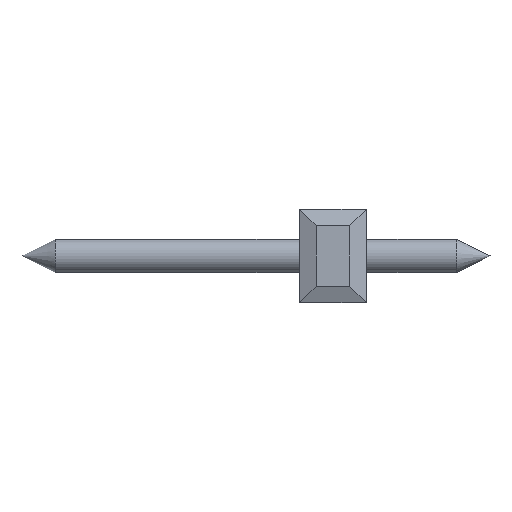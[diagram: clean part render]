
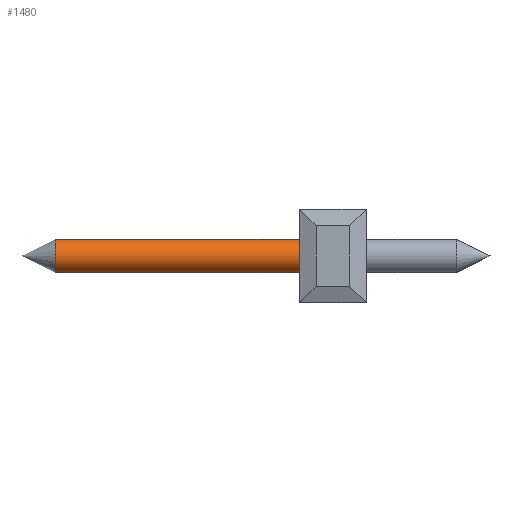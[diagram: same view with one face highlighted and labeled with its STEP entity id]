
A CAD part, left-side view. The second image highlights one B-rep face of the part: STEP entity #1480.
In plain terms, the highlighted cylindrical face has radius 0.5 mm (diameter 1 mm), a full revolution.
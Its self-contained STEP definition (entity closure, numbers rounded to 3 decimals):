
#1480 = ADVANCED_FACE( '', ( #3121, #3122 ), #3123, .T. );
#3121 = FACE_OUTER_BOUND( '', #4832, .T. );
#3122 = FACE_OUTER_BOUND( '', #4833, .T. );
#3123 = CYLINDRICAL_SURFACE( '', #4834, 0.5 );
#4832 = EDGE_LOOP( '', ( #8893 ) );
#4833 = EDGE_LOOP( '', ( #8894 ) );
#4834 = AXIS2_PLACEMENT_3D( '', #8895, #8896, #8897 );
#8893 = ORIENTED_EDGE( '', *, *, #10137, .F. );
#8894 = ORIENTED_EDGE( '', *, *, #10994, .T. );
#8895 = CARTESIAN_POINT( '', ( 154.185, 131.078, 91.3 ) );
#8896 = DIRECTION( '', ( 0., 1., 0. ) );
#8897 = DIRECTION( '', ( 1., 0., 0. ) );
#10137 = EDGE_CURVE( '', #12266, #12266, #12267, .F. );
#10994 = EDGE_CURVE( '', #13340, #13340, #13341, .F. );
#12266 = VERTEX_POINT( '', #15115 );
#12267 = CIRCLE( '', #15116, 0.5 );
#13340 = VERTEX_POINT( '', #16693 );
#13341 = CIRCLE( '', #16694, 0.5 );
#15115 = CARTESIAN_POINT( '', ( 153.685, 122.578, 91.3 ) );
#15116 = AXIS2_PLACEMENT_3D( '', #17502, #17503, #17504 );
#16693 = CARTESIAN_POINT( '', ( 153.685, 130.078, 91.3 ) );
#16694 = AXIS2_PLACEMENT_3D( '', #18159, #18160, #18161 );
#17502 = CARTESIAN_POINT( '', ( 154.185, 122.578, 91.3 ) );
#17503 = DIRECTION( '', ( 0., 1., 0. ) );
#17504 = DIRECTION( '', ( -1., 0., 0. ) );
#18159 = CARTESIAN_POINT( '', ( 154.185, 130.078, 91.3 ) );
#18160 = DIRECTION( '', ( 0., 1., 0. ) );
#18161 = DIRECTION( '', ( -1., 0., 0. ) );
